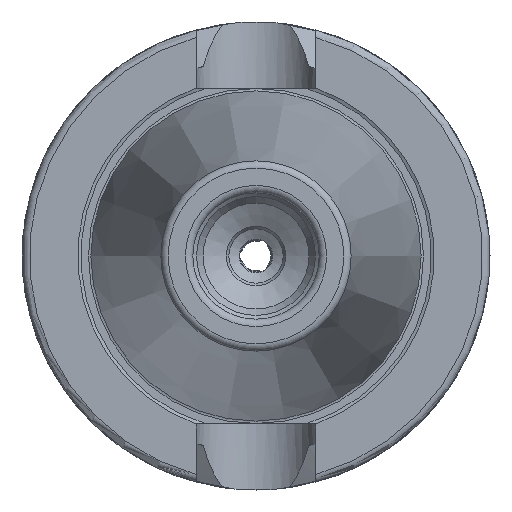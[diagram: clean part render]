
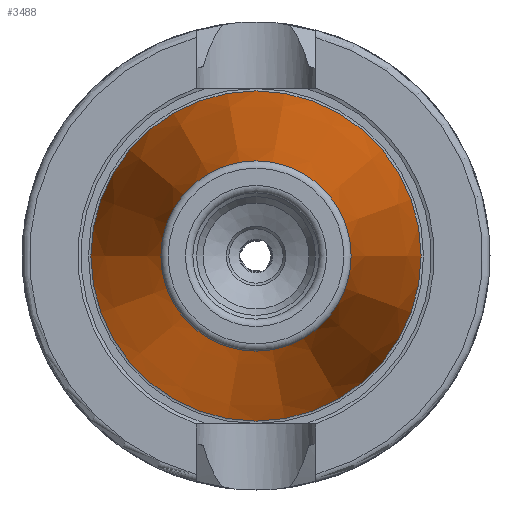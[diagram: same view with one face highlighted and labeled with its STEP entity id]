
A CAD part, left-side view. The second image highlights one B-rep face of the part: STEP entity #3488.
In plain terms, the highlighted conical face has half-angle 8.297 degrees and reference radius 17.519 mm.
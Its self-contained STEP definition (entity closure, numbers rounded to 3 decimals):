
#3454=CARTESIAN_POINT('',(-64.544,12.812,0.0));
#3455=VERTEX_POINT('',#3454);
#3456=CARTESIAN_POINT('',(-64.544,0.0,0.0));
#3457=DIRECTION('',(1.0,0.0,0.0));
#3458=DIRECTION('',(0.0,1.0,0.0));
#3459=AXIS2_PLACEMENT_3D('',#3456,#3457,#3458);
#3460=CIRCLE('',#3459,12.812);
#3461=EDGE_CURVE('',#3455,#3455,#3460,.T.);
#3469=CARTESIAN_POINT('',(-32.272,0.0,0.0));
#3470=DIRECTION('',(1.0,0.0,0.0));
#3471=DIRECTION('',(0.0,1.0,0.0));
#3472=AXIS2_PLACEMENT_3D('',#3469,#3470,#3471);
#3473=CONICAL_SURFACE('',#3472,17.519,8.297);
#3474=CARTESIAN_POINT('',(0.,22.225,0.0));
#3475=VERTEX_POINT('',#3474);
#3476=CARTESIAN_POINT('',(0.,0.0,0.0));
#3477=DIRECTION('',(1.0,0.0,0.0));
#3478=DIRECTION('',(0.0,1.0,0.0));
#3479=AXIS2_PLACEMENT_3D('',#3476,#3477,#3478);
#3480=CIRCLE('',#3479,22.225);
#3481=EDGE_CURVE('',#3475,#3475,#3480,.T.);
#3482=ORIENTED_EDGE('',*,*,#3481,.F.);
#3483=EDGE_LOOP('',(#3482));
#3484=FACE_OUTER_BOUND('',#3483,.T.);
#3485=ORIENTED_EDGE('',*,*,#3461,.T.);
#3486=EDGE_LOOP('',(#3485));
#3487=FACE_BOUND('',#3486,.T.);
#3488=ADVANCED_FACE('',(#3484,#3487),#3473,.T.);
